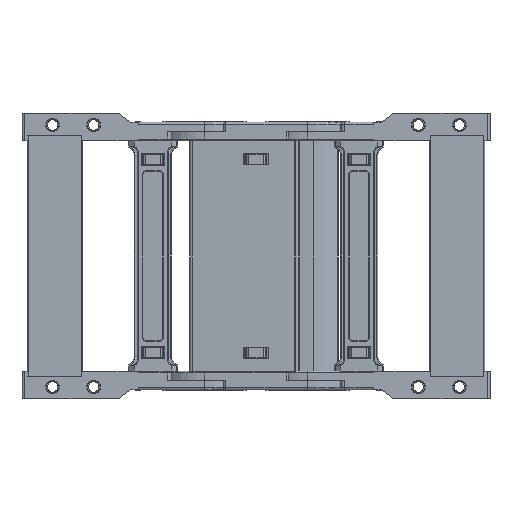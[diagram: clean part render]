
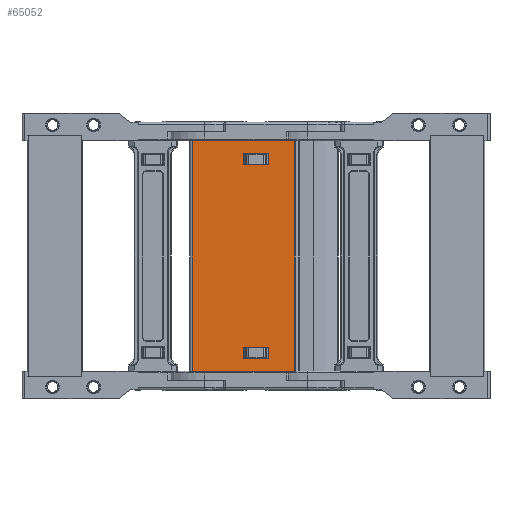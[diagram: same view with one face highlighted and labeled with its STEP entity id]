
A CAD part, front view. The second image highlights one B-rep face of the part: STEP entity #65052.
In plain terms, the highlighted planar face has unit normal (0, -1, 0).
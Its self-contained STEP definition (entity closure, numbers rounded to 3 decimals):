
#429 = VERTEX_POINT ( 'NONE', #11544 ) ;
#1329 = FACE_OUTER_BOUND ( 'NONE', #26187, .T. ) ;
#2481 = CARTESIAN_POINT ( 'NONE',  ( -26.943, 70.399, 80.884 ) ) ;
#2870 = LINE ( 'NONE', #37950, #140308 ) ;
#7148 = VECTOR ( 'NONE', #114679, 1000. ) ;
#8244 = DIRECTION ( 'NONE',  ( -1., 0., 0. ) ) ;
#10997 = LINE ( 'NONE', #159605, #56803 ) ;
#11544 = CARTESIAN_POINT ( 'NONE',  ( -68.923, 70.399, 93.934 ) ) ;
#11812 = VERTEX_POINT ( 'NONE', #92012 ) ;
#11951 = EDGE_LOOP ( 'NONE', ( #100557, #76545, #175868, #127438 ) ) ;
#12486 = DIRECTION ( 'NONE',  ( 1., 0., 0. ) ) ;
#16090 = VECTOR ( 'NONE', #150114, 1000. ) ;
#16986 = EDGE_CURVE ( 'NONE', #102083, #168155, #172603, .T. ) ;
#18823 = DIRECTION ( 'NONE',  ( 0., 0., -1. ) ) ;
#18877 = CARTESIAN_POINT ( 'NONE',  ( -43.943, 70.399, 8.434 ) ) ;
#19689 = CARTESIAN_POINT ( 'NONE',  ( -26.943, 70.399, -19.116 ) ) ;
#21387 = EDGE_CURVE ( 'NONE', #48456, #429, #127666, .T. ) ;
#21688 = CARTESIAN_POINT ( 'NONE',  ( -40.943, 70.399, 87.184 ) ) ;
#21938 = CARTESIAN_POINT ( 'NONE',  ( -40.943, 70.399, 80.884 ) ) ;
#22191 = CARTESIAN_POINT ( 'NONE',  ( -43.943, 70.399, 93.934 ) ) ;
#22303 = LINE ( 'NONE', #27648, #92044 ) ;
#26187 = EDGE_LOOP ( 'NONE', ( #57493, #111393, #53279, #124851 ) ) ;
#27648 = CARTESIAN_POINT ( 'NONE',  ( -12.723, 70.399, 90.053 ) ) ;
#30272 = VERTEX_POINT ( 'NONE', #154874 ) ;
#31742 = LINE ( 'NONE', #115264, #77580 ) ;
#37950 = CARTESIAN_POINT ( 'NONE',  ( -40.943, 70.399, -19.116 ) ) ;
#39022 = EDGE_CURVE ( 'NONE', #94548, #11812, #118320, .T. ) ;
#46669 = EDGE_CURVE ( 'NONE', #97595, #102083, #31742, .T. ) ;
#46957 = DIRECTION ( 'NONE',  ( 0., 1., 0. ) ) ;
#48456 = VERTEX_POINT ( 'NONE', #138167 ) ;
#49078 = CARTESIAN_POINT ( 'NONE',  ( -40.943, 70.399, 80.884 ) ) ;
#49670 = DIRECTION ( 'NONE',  ( 0., 0., 1. ) ) ;
#53279 = ORIENTED_EDGE ( 'NONE', *, *, #178857, .T. ) ;
#54360 = VECTOR ( 'NONE', #12486, 1000. ) ;
#56803 = VECTOR ( 'NONE', #174282, 1000. ) ;
#57493 = ORIENTED_EDGE ( 'NONE', *, *, #149159, .F. ) ;
#57776 = VECTOR ( 'NONE', #49670, 1000. ) ;
#58154 = VERTEX_POINT ( 'NONE', #92801 ) ;
#59678 = LINE ( 'NONE', #152198, #85715 ) ;
#63677 = CARTESIAN_POINT ( 'NONE',  ( -26.943, 70.399, -25.416 ) ) ;
#65052 = ADVANCED_FACE ( 'NONE', ( #84261, #1329, #71137 ), #129716, .F. ) ;
#66753 = VECTOR ( 'NONE', #175846, 1000. ) ;
#69047 = CARTESIAN_POINT ( 'NONE',  ( -40.943, 70.399, -19.116 ) ) ;
#71137 = FACE_BOUND ( 'NONE', #79376, .T. ) ;
#75186 = EDGE_CURVE ( 'NONE', #113428, #97595, #137164, .T. ) ;
#76545 = ORIENTED_EDGE ( 'NONE', *, *, #39022, .F. ) ;
#77580 = VECTOR ( 'NONE', #172052, 1000. ) ;
#77719 = VECTOR ( 'NONE', #8244, 1000. ) ;
#78319 = ORIENTED_EDGE ( 'NONE', *, *, #46669, .T. ) ;
#79376 = EDGE_LOOP ( 'NONE', ( #78319, #155957, #95951, #179035 ) ) ;
#79472 = LINE ( 'NONE', #135461, #16090 ) ;
#79579 = CARTESIAN_POINT ( 'NONE',  ( -43.943, 70.399, -32.166 ) ) ;
#80594 = VECTOR ( 'NONE', #18823, 1000. ) ;
#84261 = FACE_BOUND ( 'NONE', #11951, .T. ) ;
#85715 = VECTOR ( 'NONE', #138795, 1000. ) ;
#87092 = VERTEX_POINT ( 'NONE', #90052 ) ;
#90052 = CARTESIAN_POINT ( 'NONE',  ( -12.723, 70.399, -32.166 ) ) ;
#91253 = AXIS2_PLACEMENT_3D ( 'NONE', #18877, #46957, #158433 ) ;
#92012 = CARTESIAN_POINT ( 'NONE',  ( -26.943, 70.399, -19.116 ) ) ;
#92044 = VECTOR ( 'NONE', #97656, 1000. ) ;
#92801 = CARTESIAN_POINT ( 'NONE',  ( -40.943, 70.399, -25.416 ) ) ;
#92851 = LINE ( 'NONE', #79579, #77719 ) ;
#94548 = VERTEX_POINT ( 'NONE', #63677 ) ;
#95951 = ORIENTED_EDGE ( 'NONE', *, *, #163643, .T. ) ;
#97595 = VERTEX_POINT ( 'NONE', #2481 ) ;
#97656 = DIRECTION ( 'NONE',  ( 0., 0., -1. ) ) ;
#99235 = EDGE_CURVE ( 'NONE', #87092, #30272, #92851, .T. ) ;
#100557 = ORIENTED_EDGE ( 'NONE', *, *, #147711, .F. ) ;
#102083 = VERTEX_POINT ( 'NONE', #21938 ) ;
#111393 = ORIENTED_EDGE ( 'NONE', *, *, #21387, .T. ) ;
#113143 = LINE ( 'NONE', #152009, #54360 ) ;
#113428 = VERTEX_POINT ( 'NONE', #137030 ) ;
#114679 = DIRECTION ( 'NONE',  ( 0., 0., 1. ) ) ;
#115264 = CARTESIAN_POINT ( 'NONE',  ( -40.943, 70.399, 80.884 ) ) ;
#118320 = LINE ( 'NONE', #19689, #7148 ) ;
#124851 = ORIENTED_EDGE ( 'NONE', *, *, #99235, .F. ) ;
#126891 = EDGE_CURVE ( 'NONE', #58154, #94548, #59678, .T. ) ;
#127438 = ORIENTED_EDGE ( 'NONE', *, *, #156904, .F. ) ;
#127666 = LINE ( 'NONE', #22191, #66753 ) ;
#129451 = VERTEX_POINT ( 'NONE', #69047 ) ;
#129716 = PLANE ( 'NONE',  #91253 ) ;
#130273 = CARTESIAN_POINT ( 'NONE',  ( -26.943, 70.399, 80.884 ) ) ;
#135355 = DIRECTION ( 'NONE',  ( 0., 0., -1. ) ) ;
#135461 = CARTESIAN_POINT ( 'NONE',  ( -68.923, 70.399, 90.053 ) ) ;
#137030 = CARTESIAN_POINT ( 'NONE',  ( -26.943, 70.399, 87.184 ) ) ;
#137164 = LINE ( 'NONE', #130273, #80594 ) ;
#138167 = CARTESIAN_POINT ( 'NONE',  ( -12.723, 70.399, 93.934 ) ) ;
#138795 = DIRECTION ( 'NONE',  ( 1., 0., 0. ) ) ;
#140308 = VECTOR ( 'NONE', #135355, 1000. ) ;
#147711 = EDGE_CURVE ( 'NONE', #11812, #129451, #10997, .T. ) ;
#149159 = EDGE_CURVE ( 'NONE', #48456, #87092, #22303, .T. ) ;
#150114 = DIRECTION ( 'NONE',  ( 0., 0., -1. ) ) ;
#152009 = CARTESIAN_POINT ( 'NONE',  ( -40.943, 70.399, 87.184 ) ) ;
#152198 = CARTESIAN_POINT ( 'NONE',  ( -40.943, 70.399, -25.416 ) ) ;
#154874 = CARTESIAN_POINT ( 'NONE',  ( -68.923, 70.399, -32.166 ) ) ;
#155957 = ORIENTED_EDGE ( 'NONE', *, *, #16986, .T. ) ;
#156904 = EDGE_CURVE ( 'NONE', #129451, #58154, #2870, .T. ) ;
#158433 = DIRECTION ( 'NONE',  ( 0., 0., -1. ) ) ;
#159605 = CARTESIAN_POINT ( 'NONE',  ( -40.943, 70.399, -19.116 ) ) ;
#163643 = EDGE_CURVE ( 'NONE', #168155, #113428, #113143, .T. ) ;
#168155 = VERTEX_POINT ( 'NONE', #21688 ) ;
#172052 = DIRECTION ( 'NONE',  ( -1., 0., 0. ) ) ;
#172603 = LINE ( 'NONE', #49078, #57776 ) ;
#174282 = DIRECTION ( 'NONE',  ( -1., 0., 0. ) ) ;
#175846 = DIRECTION ( 'NONE',  ( -1., 0., 0. ) ) ;
#175868 = ORIENTED_EDGE ( 'NONE', *, *, #126891, .F. ) ;
#178857 = EDGE_CURVE ( 'NONE', #429, #30272, #79472, .T. ) ;
#179035 = ORIENTED_EDGE ( 'NONE', *, *, #75186, .T. ) ;
